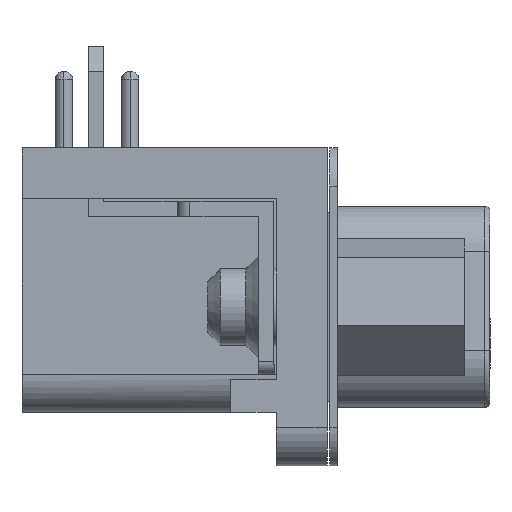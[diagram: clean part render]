
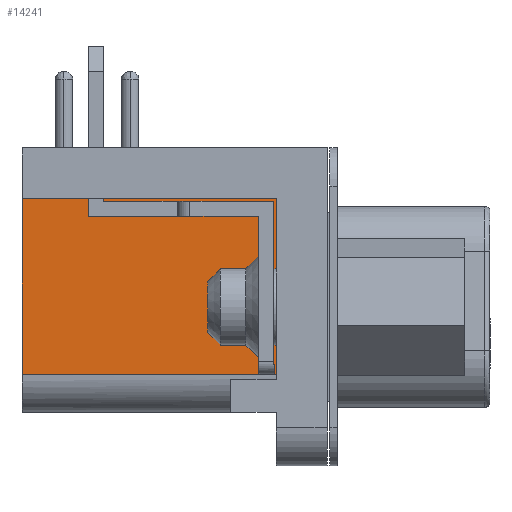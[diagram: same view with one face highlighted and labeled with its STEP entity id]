
A CAD part, left-side view. The second image highlights one B-rep face of the part: STEP entity #14241.
In plain terms, the highlighted planar face has unit normal (-1, 0, 0).
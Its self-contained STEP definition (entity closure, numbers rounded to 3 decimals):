
#300 = ORIENTED_EDGE ( 'NONE', *, *, #4751, .T. ) ;
#809 = EDGE_CURVE ( 'NONE', #7811, #8129, #12000, .T. ) ;
#1193 = CARTESIAN_POINT ( 'NONE',  ( -12.517, -11.012, 1.974 ) ) ;
#1570 = EDGE_LOOP ( 'NONE', ( #3405, #13439, #300, #1652 ) ) ;
#1652 = ORIENTED_EDGE ( 'NONE', *, *, #4709, .F. ) ;
#1934 = FACE_OUTER_BOUND ( 'NONE', #1570, .T. ) ;
#2153 = VECTOR ( 'NONE', #8058, 1000. ) ;
#2483 = LINE ( 'NONE', #7042, #6678 ) ;
#3405 = ORIENTED_EDGE ( 'NONE', *, *, #14447, .T. ) ;
#3482 = DIRECTION ( 'NONE',  ( 0., 1., 0. ) ) ;
#3793 = LINE ( 'NONE', #8285, #2153 ) ;
#4060 = DIRECTION ( 'NONE',  ( 0., 1., 0. ) ) ;
#4325 = DIRECTION ( 'NONE',  ( 0., 0., 1. ) ) ;
#4333 = CARTESIAN_POINT ( 'NONE',  ( -12.517, -11.012, 1.974 ) ) ;
#4381 = AXIS2_PLACEMENT_3D ( 'NONE', #1193, #12585, #8048 ) ;
#4709 = EDGE_CURVE ( 'NONE', #14430, #14703, #2483, .T. ) ;
#4751 = EDGE_CURVE ( 'NONE', #8129, #14703, #3793, .T. ) ;
#5448 = LINE ( 'NONE', #14518, #9377 ) ;
#6678 = VECTOR ( 'NONE', #3482, 1000. ) ;
#6749 = CARTESIAN_POINT ( 'NONE',  ( -12.517, 18.4, -4.926 ) ) ;
#7042 = CARTESIAN_POINT ( 'NONE',  ( -12.517, -11.012, -4.926 ) ) ;
#7811 = VERTEX_POINT ( 'NONE', #14118 ) ;
#8048 = DIRECTION ( 'NONE',  ( 0., 0., 1. ) ) ;
#8058 = DIRECTION ( 'NONE',  ( 0., 0., -1. ) ) ;
#8129 = VERTEX_POINT ( 'NONE', #13521 ) ;
#8285 = CARTESIAN_POINT ( 'NONE',  ( -12.517, 18.4, 0. ) ) ;
#9001 = PLANE ( 'NONE',  #4381 ) ;
#9377 = VECTOR ( 'NONE', #4325, 1000. ) ;
#10278 = VECTOR ( 'NONE', #4060, 1000. ) ;
#12000 = LINE ( 'NONE', #4333, #10278 ) ;
#12213 = CARTESIAN_POINT ( 'NONE',  ( -12.517, 8.4, -4.926 ) ) ;
#12585 = DIRECTION ( 'NONE',  ( -1., 0., 0. ) ) ;
#13439 = ORIENTED_EDGE ( 'NONE', *, *, #809, .T. ) ;
#13521 = CARTESIAN_POINT ( 'NONE',  ( -12.517, 18.4, 1.974 ) ) ;
#14118 = CARTESIAN_POINT ( 'NONE',  ( -12.517, 8.4, 1.974 ) ) ;
#14241 = ADVANCED_FACE ( 'NONE', ( #1934 ), #9001, .T. ) ;
#14430 = VERTEX_POINT ( 'NONE', #12213 ) ;
#14447 = EDGE_CURVE ( 'NONE', #14430, #7811, #5448, .T. ) ;
#14518 = CARTESIAN_POINT ( 'NONE',  ( -12.517, 8.4, 1.974 ) ) ;
#14703 = VERTEX_POINT ( 'NONE', #6749 ) ;
